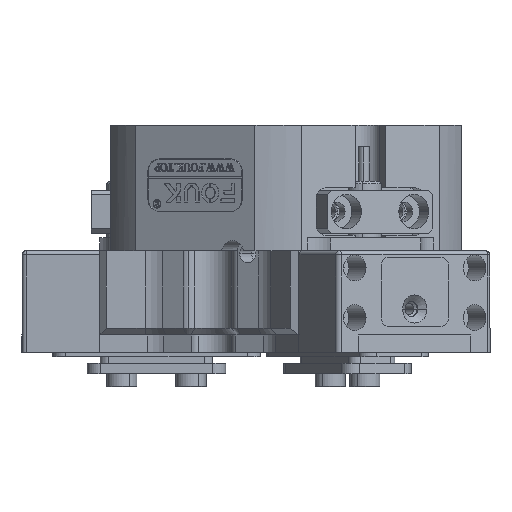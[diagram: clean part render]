
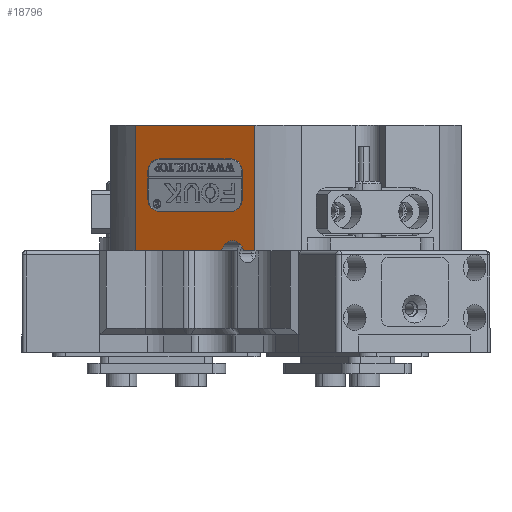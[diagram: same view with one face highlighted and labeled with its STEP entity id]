
A CAD part, front view. The second image highlights one B-rep face of the part: STEP entity #18796.
In plain terms, the highlighted planar face has unit normal (-0.5, -0.866, 0).
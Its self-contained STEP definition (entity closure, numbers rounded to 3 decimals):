
#3 = EDGE_CURVE ( 'NONE', #9282, #25458, #11185, .T. ) ;
#2896 = VERTEX_POINT ( 'NONE', #19153 ) ;
#2937 = CARTESIAN_POINT ( 'NONE',  ( -23.972, -41.816, 71.228 ) ) ;
#2977 = DIRECTION ( 'NONE',  ( -0.5, -0.866, 0. ) ) ;
#3010 = VERTEX_POINT ( 'NONE', #20523 ) ;
#3445 = CARTESIAN_POINT ( 'NONE',  ( -51.63, -25.848, 71.228 ) ) ;
#3774 = CARTESIAN_POINT ( 'NONE',  ( -46.115, -29.032, 111.928 ) ) ;
#4369 = VERTEX_POINT ( 'NONE', #6711 ) ;
#5278 = PLANE ( 'NONE',  #41567 ) ;
#5349 = CARTESIAN_POINT ( 'NONE',  ( -26.889, -40.132, 102.728 ) ) ;
#6192 = CARTESIAN_POINT ( 'NONE',  ( -51.63, -25.848, 119.728 ) ) ;
#6711 = CARTESIAN_POINT ( 'NONE',  ( -51.63, -25.848, 90.728 ) ) ;
#7098 = CIRCLE ( 'NONE', #19940, 3. ) ;
#7460 = CARTESIAN_POINT ( 'NONE',  ( -29.487, -38.632, 99.728 ) ) ;
#8789 = ORIENTED_EDGE ( 'NONE', *, *, #3, .F. ) ;
#9282 = VERTEX_POINT ( 'NONE', #5349 ) ;
#9886 = CARTESIAN_POINT ( 'NONE',  ( -15.196, -46.883, 140.728 ) ) ;
#9896 = CARTESIAN_POINT ( 'NONE',  ( -26.889, -40.132, 108.928 ) ) ;
#10231 = VECTOR ( 'NONE', #41104, 1000. ) ;
#10544 = DIRECTION ( 'NONE',  ( -0.5, -0.866, 0. ) ) ;
#10843 = ORIENTED_EDGE ( 'NONE', *, *, #37407, .F. ) ;
#11185 = LINE ( 'NONE', #9896, #32417 ) ;
#11819 = VECTOR ( 'NONE', #18437, 1000. ) ;
#12739 = DIRECTION ( 'NONE',  ( -0.866, 0.5, 0. ) ) ;
#13016 = DIRECTION ( 'NONE',  ( 0., 0., -1. ) ) ;
#13520 = ORIENTED_EDGE ( 'NONE', *, *, #21042, .F. ) ;
#13812 = ORIENTED_EDGE ( 'NONE', *, *, #31785, .F. ) ;
#14768 = ORIENTED_EDGE ( 'NONE', *, *, #41092, .F. ) ;
#16111 = EDGE_CURVE ( 'NONE', #31997, #38119, #34340, .T. ) ;
#16311 = LINE ( 'NONE', #2937, #21247 ) ;
#16321 = ORIENTED_EDGE ( 'NONE', *, *, #23335, .F. ) ;
#16334 = ORIENTED_EDGE ( 'NONE', *, *, #56932, .F. ) ;
#16695 = CARTESIAN_POINT ( 'NONE',  ( -46.115, -29.032, 111.928 ) ) ;
#16927 = ORIENTED_EDGE ( 'NONE', *, *, #16111, .F. ) ;
#17245 = LINE ( 'NONE', #33644, #35658 ) ;
#17344 = EDGE_CURVE ( 'NONE', #2896, #4369, #17245, .T. ) ;
#17401 = CARTESIAN_POINT ( 'NONE',  ( -29.141, -38.832, 90.028 ) ) ;
#17801 = CARTESIAN_POINT ( 'NONE',  ( -46.115, -29.032, 99.728 ) ) ;
#17804 = FACE_OUTER_BOUND ( 'NONE', #27397, .T. ) ;
#18055 = DIRECTION ( 'NONE',  ( 0.866, -0.5, 0. ) ) ;
#18437 = DIRECTION ( 'NONE',  ( 0., 0., -1. ) ) ;
#18791 = AXIS2_PLACEMENT_3D ( 'NONE', #29969, #2977, #38724 ) ;
#18796 = ADVANCED_FACE ( 'NONE', ( #36217, #17804 ), #5278, .F. ) ;
#18990 = DIRECTION ( 'NONE',  ( 0.5, 0.866, 0. ) ) ;
#19153 = CARTESIAN_POINT ( 'NONE',  ( -31.667, -37.373, 90.728 ) ) ;
#19650 = EDGE_CURVE ( 'NONE', #50897, #9282, #7098, .T. ) ;
#19940 = AXIS2_PLACEMENT_3D ( 'NONE', #37690, #10544, #37897 ) ;
#20027 = ORIENTED_EDGE ( 'NONE', *, *, #43317, .T. ) ;
#20523 = CARTESIAN_POINT ( 'NONE',  ( -23.972, -41.816, 119.728 ) ) ;
#21042 = EDGE_CURVE ( 'NONE', #38119, #50897, #53551, .T. ) ;
#21247 = VECTOR ( 'NONE', #43835, 1000. ) ;
#21254 = CARTESIAN_POINT ( 'NONE',  ( -46.115, -29.032, 108.928 ) ) ;
#21329 = AXIS2_PLACEMENT_3D ( 'NONE', #21254, #25812, #30359 ) ;
#22296 = CARTESIAN_POINT ( 'NONE',  ( -26.889, -40.132, 108.928 ) ) ;
#23170 = DIRECTION ( 'NONE',  ( -0.5, -0.866, 0. ) ) ;
#23335 = EDGE_CURVE ( 'NONE', #53939, #2896, #38144, .T. ) ;
#23352 = DIRECTION ( 'NONE',  ( 0., 0., 1. ) ) ;
#25458 = VERTEX_POINT ( 'NONE', #22296 ) ;
#25812 = DIRECTION ( 'NONE',  ( -0.5, -0.866, 0. ) ) ;
#26330 = CARTESIAN_POINT ( 'NONE',  ( -48.713, -27.532, 108.928 ) ) ;
#27397 = EDGE_LOOP ( 'NONE', ( #36580, #16321, #13812, #45316, #27969, #20027 ) ) ;
#27918 = CARTESIAN_POINT ( 'NONE',  ( -48.713, -27.532, 108.928 ) ) ;
#27969 = ORIENTED_EDGE ( 'NONE', *, *, #52576, .T. ) ;
#28477 = DIRECTION ( 'NONE',  ( -0.866, 0.5, 0. ) ) ;
#29969 = CARTESIAN_POINT ( 'NONE',  ( -29.487, -38.632, 108.928 ) ) ;
#30359 = DIRECTION ( 'NONE',  ( 0.866, -0.5, 0. ) ) ;
#30400 = LINE ( 'NONE', #32233, #31065 ) ;
#31065 = VECTOR ( 'NONE', #40606, 1000. ) ;
#31510 = AXIS2_PLACEMENT_3D ( 'NONE', #50376, #23170, #18055 ) ;
#31711 = DIRECTION ( 'NONE',  ( -0.866, 0.5, 0. ) ) ;
#31785 = EDGE_CURVE ( 'NONE', #38671, #53939, #44700, .T. ) ;
#31997 = VERTEX_POINT ( 'NONE', #43252 ) ;
#32213 = EDGE_CURVE ( 'NONE', #38671, #3010, #16311, .T. ) ;
#32233 = CARTESIAN_POINT ( 'NONE',  ( -37.801, -33.832, 119.728 ) ) ;
#32417 = VECTOR ( 'NONE', #23352, 1000. ) ;
#32652 = CARTESIAN_POINT ( 'NONE',  ( -26.614, -40.291, 90.728 ) ) ;
#33495 = LINE ( 'NONE', #3774, #39277 ) ;
#33644 = CARTESIAN_POINT ( 'NONE',  ( -26.763, -40.205, 90.728 ) ) ;
#34340 = CIRCLE ( 'NONE', #31510, 3. ) ;
#34773 = CIRCLE ( 'NONE', #18791, 3. ) ;
#35658 = VECTOR ( 'NONE', #43165, 1000. ) ;
#35914 = LINE ( 'NONE', #27918, #11819 ) ;
#36217 = FACE_BOUND ( 'NONE', #53394, .T. ) ;
#36580 = ORIENTED_EDGE ( 'NONE', *, *, #17344, .F. ) ;
#37263 = ORIENTED_EDGE ( 'NONE', *, *, #45915, .F. ) ;
#37407 = EDGE_CURVE ( 'NONE', #47900, #57398, #54155, .T. ) ;
#37690 = CARTESIAN_POINT ( 'NONE',  ( -29.487, -38.632, 102.728 ) ) ;
#37897 = DIRECTION ( 'NONE',  ( 0.866, -0.5, 0. ) ) ;
#38119 = VERTEX_POINT ( 'NONE', #17801 ) ;
#38144 = CIRCLE ( 'NONE', #42507, 3. ) ;
#38641 = ORIENTED_EDGE ( 'NONE', *, *, #19650, .F. ) ;
#38671 = VERTEX_POINT ( 'NONE', #40724 ) ;
#38724 = DIRECTION ( 'NONE',  ( -0.866, 0.5, 0. ) ) ;
#39277 = VECTOR ( 'NONE', #12739, 1000. ) ;
#40606 = DIRECTION ( 'NONE',  ( -0.866, 0.5, 0. ) ) ;
#40724 = CARTESIAN_POINT ( 'NONE',  ( -23.972, -41.816, 90.728 ) ) ;
#41092 = EDGE_CURVE ( 'NONE', #25458, #56209, #34773, .T. ) ;
#41104 = DIRECTION ( 'NONE',  ( 0.866, -0.5, 0. ) ) ;
#41567 = AXIS2_PLACEMENT_3D ( 'NONE', #9886, #18990, #28477 ) ;
#42507 = AXIS2_PLACEMENT_3D ( 'NONE', #17401, #57781, #44357 ) ;
#43165 = DIRECTION ( 'NONE',  ( -0.866, 0.5, 0. ) ) ;
#43252 = CARTESIAN_POINT ( 'NONE',  ( -48.713, -27.532, 102.728 ) ) ;
#43317 = EDGE_CURVE ( 'NONE', #51661, #4369, #47313, .T. ) ;
#43835 = DIRECTION ( 'NONE',  ( 0., 0., 1. ) ) ;
#44103 = CARTESIAN_POINT ( 'NONE',  ( -29.487, -38.632, 111.928 ) ) ;
#44357 = DIRECTION ( 'NONE',  ( 0.866, -0.5, 0. ) ) ;
#44700 = LINE ( 'NONE', #45045, #57373 ) ;
#45045 = CARTESIAN_POINT ( 'NONE',  ( -26.763, -40.205, 90.728 ) ) ;
#45316 = ORIENTED_EDGE ( 'NONE', *, *, #32213, .T. ) ;
#45915 = EDGE_CURVE ( 'NONE', #57398, #31997, #35914, .T. ) ;
#47313 = LINE ( 'NONE', #3445, #47991 ) ;
#47900 = VERTEX_POINT ( 'NONE', #16695 ) ;
#47991 = VECTOR ( 'NONE', #13016, 1000. ) ;
#50376 = CARTESIAN_POINT ( 'NONE',  ( -46.115, -29.032, 102.728 ) ) ;
#50897 = VERTEX_POINT ( 'NONE', #7460 ) ;
#51661 = VERTEX_POINT ( 'NONE', #6192 ) ;
#52576 = EDGE_CURVE ( 'NONE', #3010, #51661, #30400, .T. ) ;
#53394 = EDGE_LOOP ( 'NONE', ( #16334, #14768, #8789, #38641, #13520, #16927, #37263, #10843 ) ) ;
#53551 = LINE ( 'NONE', #54141, #10231 ) ;
#53939 = VERTEX_POINT ( 'NONE', #32652 ) ;
#54141 = CARTESIAN_POINT ( 'NONE',  ( -46.115, -29.032, 99.728 ) ) ;
#54155 = CIRCLE ( 'NONE', #21329, 3. ) ;
#56209 = VERTEX_POINT ( 'NONE', #44103 ) ;
#56932 = EDGE_CURVE ( 'NONE', #56209, #47900, #33495, .T. ) ;
#57373 = VECTOR ( 'NONE', #31711, 1000. ) ;
#57398 = VERTEX_POINT ( 'NONE', #26330 ) ;
#57781 = DIRECTION ( 'NONE',  ( -0.5, -0.866, 0. ) ) ;
